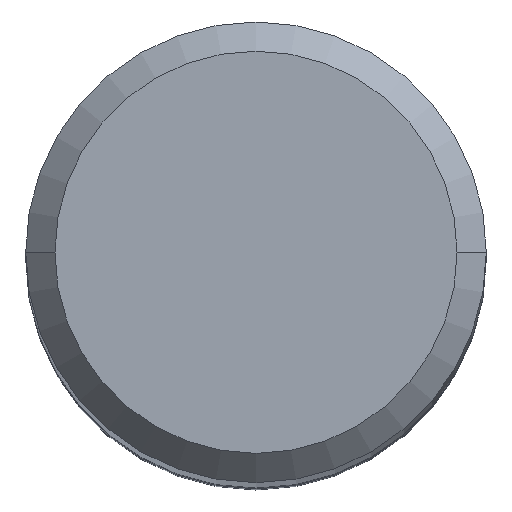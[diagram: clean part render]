
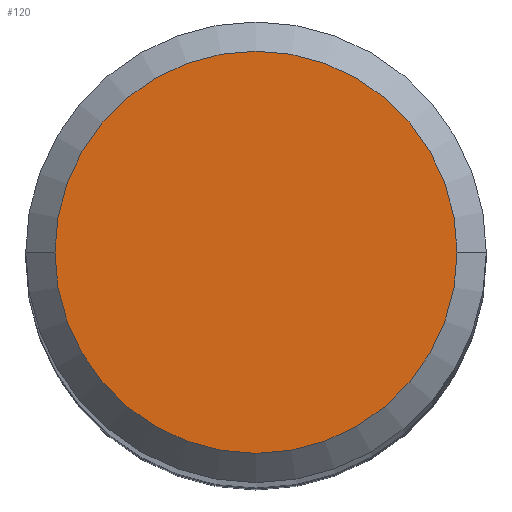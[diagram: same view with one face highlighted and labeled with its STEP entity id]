
A CAD part, top view. The second image highlights one B-rep face of the part: STEP entity #120.
In plain terms, the highlighted planar face has unit normal (0, 0, 1).
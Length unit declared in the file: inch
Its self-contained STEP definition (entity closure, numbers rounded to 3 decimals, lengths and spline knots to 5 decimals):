
#11 = CARTESIAN_POINT ( 'NONE',  ( 0.1375, 0., 0. ) ) ;
#17 = CARTESIAN_POINT ( 'NONE',  ( -0.1375, 0., 0. ) ) ;
#80 = VERTEX_POINT ( 'NONE', #17 ) ;
#96 = CIRCLE ( 'NONE', #324, 0.1375 ) ;
#120 = ADVANCED_FACE ( 'NONE', ( #506 ), #199, .F. ) ;
#148 = DIRECTION ( 'NONE',  ( 1., 0., 0. ) ) ;
#199 = PLANE ( 'NONE',  #284 ) ;
#209 = CIRCLE ( 'NONE', #386, 0.1375 ) ;
#210 = ORIENTED_EDGE ( 'NONE', *, *, #501, .T. ) ;
#212 = DIRECTION ( 'NONE',  ( 0., 0., -1. ) ) ;
#235 = EDGE_CURVE ( 'NONE', #556, #80, #209, .T. ) ;
#282 = CARTESIAN_POINT ( 'NONE',  ( 0., 0.1375, 0. ) ) ;
#284 = AXIS2_PLACEMENT_3D ( 'NONE', #282, #212, #379 ) ;
#324 = AXIS2_PLACEMENT_3D ( 'NONE', #477, #436, #148 ) ;
#343 = DIRECTION ( 'NONE',  ( 1., 0., 0. ) ) ;
#379 = DIRECTION ( 'NONE',  ( -1., 0., 0. ) ) ;
#384 = CARTESIAN_POINT ( 'NONE',  ( 0., 0., 0. ) ) ;
#386 = AXIS2_PLACEMENT_3D ( 'NONE', #384, #521, #343 ) ;
#436 = DIRECTION ( 'NONE',  ( 0., 0., 1. ) ) ;
#477 = CARTESIAN_POINT ( 'NONE',  ( 0., 0., 0. ) ) ;
#501 = EDGE_CURVE ( 'NONE', #80, #556, #96, .T. ) ;
#506 = FACE_OUTER_BOUND ( 'NONE', #517, .T. ) ;
#517 = EDGE_LOOP ( 'NONE', ( #210, #553 ) ) ;
#521 = DIRECTION ( 'NONE',  ( 0., 0., 1. ) ) ;
#553 = ORIENTED_EDGE ( 'NONE', *, *, #235, .T. ) ;
#556 = VERTEX_POINT ( 'NONE', #11 ) ;
